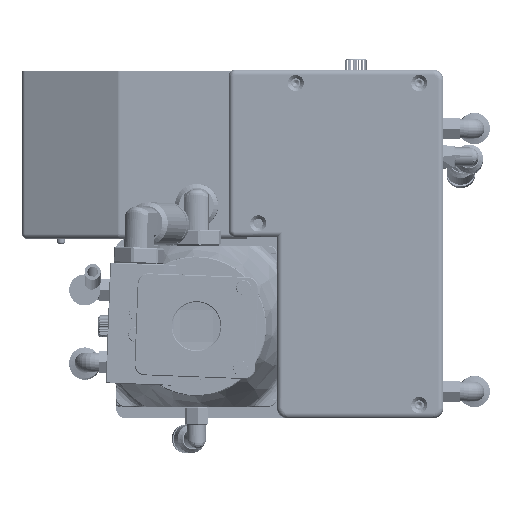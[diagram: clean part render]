
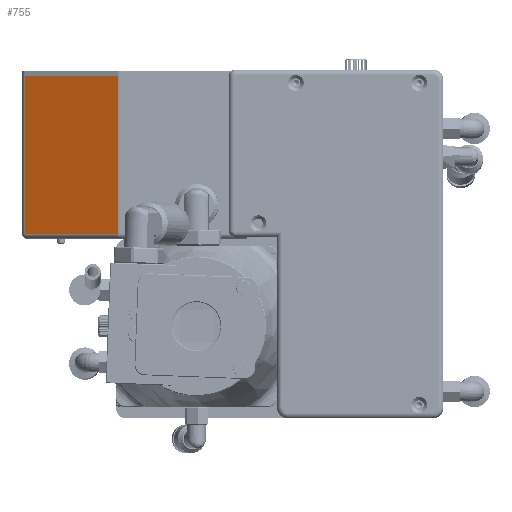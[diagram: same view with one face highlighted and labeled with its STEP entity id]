
A CAD part, front view. The second image highlights one B-rep face of the part: STEP entity #755.
In plain terms, the highlighted planar face has unit normal (-0.406, -0.914, 0).
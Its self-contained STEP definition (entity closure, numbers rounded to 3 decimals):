
#755 = ADVANCED_FACE ( 'NONE', ( #129230 ), #16968, .F. ) ;
#2628 = ORIENTED_EDGE ( 'NONE', *, *, #34311, .T. ) ;
#3381 = CARTESIAN_POINT ( 'NONE',  ( -109.619, -96.131, 39.527 ) ) ;
#3531 = LINE ( 'NONE', #56191, #62364 ) ;
#4919 = DIRECTION ( 'NONE',  ( -0.914, 0.406, 0. ) ) ;
#11968 = LINE ( 'NONE', #56709, #89870 ) ;
#16968 = PLANE ( 'NONE',  #111002 ) ;
#19091 = EDGE_CURVE ( 'NONE', #95034, #81274, #127108, .T. ) ;
#20666 = ORIENTED_EDGE ( 'NONE', *, *, #19091, .T. ) ;
#24921 = CARTESIAN_POINT ( 'NONE',  ( -75.195, -111.431, 39.527 ) ) ;
#28508 = CARTESIAN_POINT ( 'NONE',  ( -74.807, -111.603, 85.927 ) ) ;
#30862 = CARTESIAN_POINT ( 'NONE',  ( -75.195, -111.431, -19.073 ) ) ;
#34311 = EDGE_CURVE ( 'NONE', #81274, #128255, #11968, .T. ) ;
#51422 = VERTEX_POINT ( 'NONE', #3381 ) ;
#56191 = CARTESIAN_POINT ( 'NONE',  ( -109.619, -96.131, 85.927 ) ) ;
#56709 = CARTESIAN_POINT ( 'NONE',  ( -75.195, -111.431, 85.927 ) ) ;
#57835 = DIRECTION ( 'NONE',  ( 0.914, -0.406, 0. ) ) ;
#60294 = CARTESIAN_POINT ( 'NONE',  ( -109.619, -96.131, -19.073 ) ) ;
#62364 = VECTOR ( 'NONE', #89200, 1000. ) ;
#65009 = ORIENTED_EDGE ( 'NONE', *, *, #129229, .T. ) ;
#66270 = ORIENTED_EDGE ( 'NONE', *, *, #142198, .T. ) ;
#72792 = EDGE_LOOP ( 'NONE', ( #20666, #2628, #65009, #66270 ) ) ;
#81274 = VERTEX_POINT ( 'NONE', #30862 ) ;
#89200 = DIRECTION ( 'NONE',  ( 0., 0., -1. ) ) ;
#89870 = VECTOR ( 'NONE', #101269, 1000. ) ;
#95034 = VERTEX_POINT ( 'NONE', #60294 ) ;
#101269 = DIRECTION ( 'NONE',  ( 0., 0., 1. ) ) ;
#101921 = CARTESIAN_POINT ( 'NONE',  ( -74.807, -111.603, -19.073 ) ) ;
#104046 = DIRECTION ( 'NONE',  ( -0.914, 0.406, 0. ) ) ;
#104307 = VECTOR ( 'NONE', #4919, 1000. ) ;
#104521 = DIRECTION ( 'NONE',  ( 0.406, 0.914, 0. ) ) ;
#105021 = CARTESIAN_POINT ( 'NONE',  ( -74.807, -111.603, 39.527 ) ) ;
#106395 = VECTOR ( 'NONE', #57835, 1000. ) ;
#111002 = AXIS2_PLACEMENT_3D ( 'NONE', #28508, #104521, #104046 ) ;
#116151 = LINE ( 'NONE', #105021, #104307 ) ;
#127108 = LINE ( 'NONE', #101921, #106395 ) ;
#128255 = VERTEX_POINT ( 'NONE', #24921 ) ;
#129229 = EDGE_CURVE ( 'NONE', #128255, #51422, #116151, .T. ) ;
#129230 = FACE_OUTER_BOUND ( 'NONE', #72792, .T. ) ;
#142198 = EDGE_CURVE ( 'NONE', #51422, #95034, #3531, .T. ) ;
